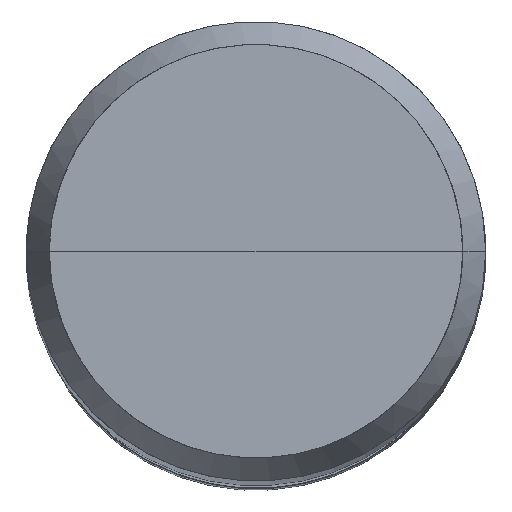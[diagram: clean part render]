
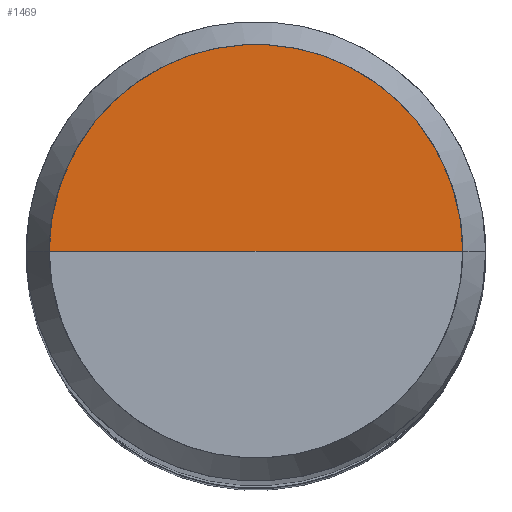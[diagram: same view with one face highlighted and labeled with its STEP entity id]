
A CAD part, top view. The second image highlights one B-rep face of the part: STEP entity #1469.
In plain terms, the highlighted free-form (B-spline) face has degree [1, 2] with [2, 5] control points.
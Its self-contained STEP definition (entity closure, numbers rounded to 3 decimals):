
#1139=CARTESIAN_POINT('',(4.5,0.0,58.5));
#1140=CARTESIAN_POINT('',(4.5,4.5,58.5));
#1141=CARTESIAN_POINT('',(0.0,4.5,58.5));
#1142=CARTESIAN_POINT('',(-4.5,4.5,58.5));
#1143=CARTESIAN_POINT('',(-4.5,0.0,58.5));
#1144=CARTESIAN_POINT('',(0.0,0.0,58.5));
#1454=(
BOUNDED_SURFACE()
B_SPLINE_SURFACE(1,2,(
(#1139,#1140,#1141,#1142,#1143),
(#1144,#1144,#1144,#1144,#1144)
), .UNSPECIFIED.,.F.,.F.,.F.)
B_SPLINE_SURFACE_WITH_KNOTS((2,2),(3,2,3),(
0.0,1.0),(
0.0,0.5,1.0), .UNSPECIFIED.)
GEOMETRIC_REPRESENTATION_ITEM()
RATIONAL_B_SPLINE_SURFACE(((1.0,0.707,1.0,0.707,1.0),
(1.0,0.707,1.0,0.707,1.0)
))
REPRESENTATION_ITEM('')
SURFACE()
);
#1455=(
BOUNDED_CURVE()
B_SPLINE_CURVE(2,(#1143,#1142,#1141,#1140,#1139),.UNSPECIFIED.,.F.,.F.)
B_SPLINE_CURVE_WITH_KNOTS((3,2,3),
(0.0,0.5,1.0),.UNSPECIFIED.)
CURVE()
GEOMETRIC_REPRESENTATION_ITEM()
RATIONAL_B_SPLINE_CURVE((1.0,0.707,1.0,0.707,1.0))
REPRESENTATION_ITEM('')
);
#1456=(
BOUNDED_CURVE()
B_SPLINE_CURVE(1,(#1139,#1144),.UNSPECIFIED.,.F.,.F.)
B_SPLINE_CURVE_WITH_KNOTS((2,2),
(0.0,1.0),.UNSPECIFIED.)
CURVE()
GEOMETRIC_REPRESENTATION_ITEM()
RATIONAL_B_SPLINE_CURVE((1.0,1.0))
REPRESENTATION_ITEM('')
);
#1457=(
BOUNDED_CURVE()
B_SPLINE_CURVE(1,(#1144,#1143),.UNSPECIFIED.,.F.,.F.)
B_SPLINE_CURVE_WITH_KNOTS((2,2),
(0.0,1.0),.UNSPECIFIED.)
CURVE()
GEOMETRIC_REPRESENTATION_ITEM()
RATIONAL_B_SPLINE_CURVE((1.0,1.0))
REPRESENTATION_ITEM('')
);
#1458=VERTEX_POINT('',#1139);
#1459=VERTEX_POINT('',#1143);
#1460=VERTEX_POINT('',#1144);
#1461=EDGE_CURVE('',#1459,#1458,#1455,.T.);
#1462=EDGE_CURVE('',#1458,#1460,#1456,.T.);
#1463=EDGE_CURVE('',#1460,#1459,#1457,.T.);
#1464=ORIENTED_EDGE('',*,*,#1461,.T.);
#1465=ORIENTED_EDGE('',*,*,#1462,.T.);
#1466=ORIENTED_EDGE('',*,*,#1463,.T.);
#1467=EDGE_LOOP('',(#1464,#1465,#1466));
#1468=FACE_OUTER_BOUND('',#1467,.T.);
#1469=ADVANCED_FACE('',(#1468),#1454,.T.);
